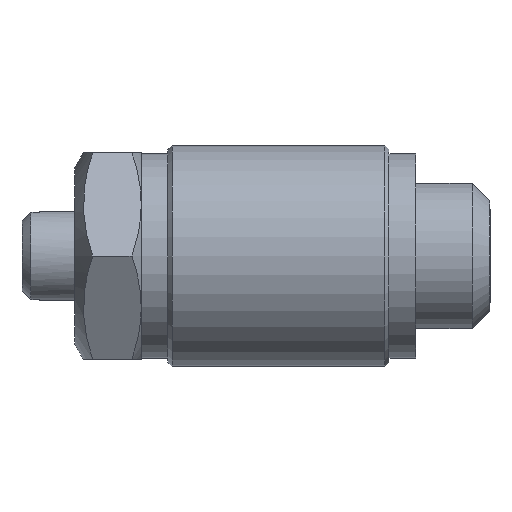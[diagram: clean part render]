
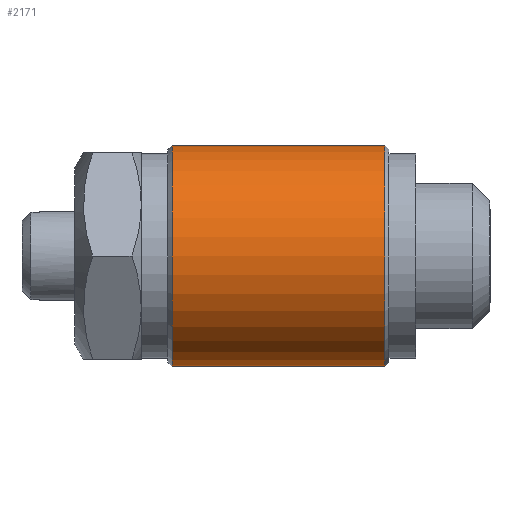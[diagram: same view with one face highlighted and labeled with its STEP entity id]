
A CAD part, left-side view. The second image highlights one B-rep face of the part: STEP entity #2171.
In plain terms, the highlighted cylindrical face has radius 7.5 mm (diameter 15 mm), a partial arc.
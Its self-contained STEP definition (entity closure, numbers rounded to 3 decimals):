
#320 = DIRECTION ( 'NONE',  ( 0., 0., -1. ) ) ;
#321 = DIRECTION ( 'NONE',  ( 0., -1., 0. ) ) ;
#322 = AXIS2_PLACEMENT_3D ( 'NONE', #392, #321, #320 ) ;
#392 = CARTESIAN_POINT ( 'NONE',  ( 0., 4.819, 0. ) ) ;
#393 = CYLINDRICAL_SURFACE ( 'NONE', #322, 7.5 ) ;
#398 = FACE_OUTER_BOUND ( 'NONE', #2233, .T. ) ;
#436 = DIRECTION ( 'NONE',  ( 0., 0., -1. ) ) ;
#437 = DIRECTION ( 'NONE',  ( 0., -1., 0. ) ) ;
#519 = CARTESIAN_POINT ( 'NONE',  ( 0., 7.5, 0. ) ) ;
#520 = AXIS2_PLACEMENT_3D ( 'NONE', #519, #437, #436 ) ;
#521 = CIRCLE ( 'NONE', #520, 7.5 ) ;
#1712 = DIRECTION ( 'NONE',  ( 0., 0., -1. ) ) ;
#1713 = DIRECTION ( 'NONE',  ( 0., -1., 0. ) ) ;
#1782 = CARTESIAN_POINT ( 'NONE',  ( 0., 21.9, 0. ) ) ;
#1783 = AXIS2_PLACEMENT_3D ( 'NONE', #1782, #1713, #1712 ) ;
#1784 = CIRCLE ( 'NONE', #1783, 7.5 ) ;
#1918 = VERTEX_POINT ( 'NONE', #2832 ) ;
#1919 = VERTEX_POINT ( 'NONE', #2831 ) ;
#1970 = EDGE_CURVE ( 'NONE', #1918, #2004, #2935, .T. ) ;
#2001 = VERTEX_POINT ( 'NONE', #3021 ) ;
#2004 = VERTEX_POINT ( 'NONE', #3173 ) ;
#2035 = EDGE_CURVE ( 'NONE', #1919, #2001, #3179, .T. ) ;
#2101 = ORIENTED_EDGE ( 'NONE', *, *, #1970, .F. ) ;
#2102 = ORIENTED_EDGE ( 'NONE', *, *, #2103, .T. ) ;
#2103 = EDGE_CURVE ( 'NONE', #1918, #1919, #1784, .T. ) ;
#2134 = ORIENTED_EDGE ( 'NONE', *, *, #2035, .T. ) ;
#2135 = ORIENTED_EDGE ( 'NONE', *, *, #2136, .F. ) ;
#2136 = EDGE_CURVE ( 'NONE', #2004, #2001, #521, .T. ) ;
#2171 = ADVANCED_FACE ( 'NONE', ( #398 ), #393, .T. ) ;
#2233 = EDGE_LOOP ( 'NONE', ( #2101, #2102, #2134, #2135 ) ) ;
#2831 = CARTESIAN_POINT ( 'NONE',  ( 0., 21.9, -7.5 ) ) ;
#2832 = CARTESIAN_POINT ( 'NONE',  ( 0., 21.9, 7.5 ) ) ;
#2932 = DIRECTION ( 'NONE',  ( 0., -1., 0. ) ) ;
#2933 = VECTOR ( 'NONE', #2932, 1000. ) ;
#2934 = CARTESIAN_POINT ( 'NONE',  ( 0., 4.819, 7.5 ) ) ;
#2935 = LINE ( 'NONE', #2934, #2933 ) ;
#3021 = CARTESIAN_POINT ( 'NONE',  ( 0., 7.5, -7.5 ) ) ;
#3173 = CARTESIAN_POINT ( 'NONE',  ( 0., 7.5, 7.5 ) ) ;
#3176 = DIRECTION ( 'NONE',  ( 0., -1., 0. ) ) ;
#3177 = VECTOR ( 'NONE', #3176, 1000. ) ;
#3178 = CARTESIAN_POINT ( 'NONE',  ( 0., 4.819, -7.5 ) ) ;
#3179 = LINE ( 'NONE', #3178, #3177 ) ;
